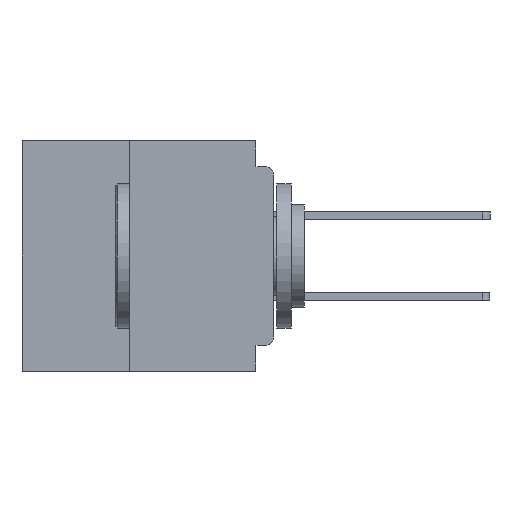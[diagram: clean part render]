
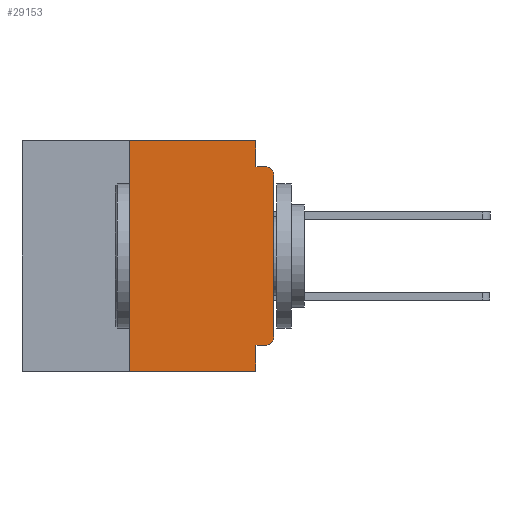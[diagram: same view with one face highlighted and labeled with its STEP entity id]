
A CAD part, left-side view. The second image highlights one B-rep face of the part: STEP entity #29153.
In plain terms, the highlighted planar face has unit normal (-1, 0, 0).
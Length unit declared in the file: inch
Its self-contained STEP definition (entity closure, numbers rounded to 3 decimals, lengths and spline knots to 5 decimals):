
#654 = CARTESIAN_POINT ( 'NONE',  ( 0., 0.437, 0. ) ) ;
#715 = CIRCLE ( 'NONE', #28601, 0.015 ) ;
#1358 = LINE ( 'NONE', #42758, #32129 ) ;
#2056 = VECTOR ( 'NONE', #10598, 39.37008 ) ;
#2151 = LINE ( 'NONE', #16881, #41854 ) ;
#2453 = DIRECTION ( 'NONE',  ( 0., -1., 0. ) ) ;
#2895 = EDGE_CURVE ( 'NONE', #25314, #7031, #36353, .T. ) ;
#3688 = CARTESIAN_POINT ( 'NONE',  ( 0., 0.031, 0. ) ) ;
#4429 = PLANE ( 'NONE',  #5780 ) ;
#4601 = DIRECTION ( 'NONE',  ( 0., 0., -1. ) ) ;
#5196 = LINE ( 'NONE', #3688, #43596 ) ;
#5308 = LINE ( 'NONE', #48400, #15562 ) ;
#5780 = AXIS2_PLACEMENT_3D ( 'NONE', #654, #27736, #4601 ) ;
#6277 = VECTOR ( 'NONE', #17816, 39.37008 ) ;
#7031 = VERTEX_POINT ( 'NONE', #42159 ) ;
#7032 = EDGE_LOOP ( 'NONE', ( #40453, #21381, #45222, #48181, #9951, #26294, #47686, #39394, #9337, #44717 ) ) ;
#7106 = CARTESIAN_POINT ( 'NONE',  ( 0., 0.031, -0.355 ) ) ;
#7249 = EDGE_CURVE ( 'NONE', #23401, #16686, #2151, .T. ) ;
#8417 = CARTESIAN_POINT ( 'NONE',  ( 0., 0.25, 0. ) ) ;
#8759 = LINE ( 'NONE', #21516, #29235 ) ;
#9176 = CARTESIAN_POINT ( 'NONE',  ( 0., 0.031, 0. ) ) ;
#9337 = ORIENTED_EDGE ( 'NONE', *, *, #44811, .F. ) ;
#9951 = ORIENTED_EDGE ( 'NONE', *, *, #31961, .F. ) ;
#10598 = DIRECTION ( 'NONE',  ( 0., 1., 0. ) ) ;
#11305 = CARTESIAN_POINT ( 'NONE',  ( 0., 0.031, -0.4 ) ) ;
#12372 = LINE ( 'NONE', #18357, #2056 ) ;
#13951 = VERTEX_POINT ( 'NONE', #22992 ) ;
#14984 = CARTESIAN_POINT ( 'NONE',  ( 0., 0.031, -0.4 ) ) ;
#15562 = VECTOR ( 'NONE', #2453, 39.37008 ) ;
#16528 = LINE ( 'NONE', #36861, #6277 ) ;
#16682 = EDGE_CURVE ( 'NONE', #44742, #33177, #1358, .T. ) ;
#16686 = VERTEX_POINT ( 'NONE', #8417 ) ;
#16881 = CARTESIAN_POINT ( 'NONE',  ( 0., 0.25, -0.4 ) ) ;
#17816 = DIRECTION ( 'NONE',  ( 0., -1., 0. ) ) ;
#18357 = CARTESIAN_POINT ( 'NONE',  ( 0., 0., -0.355 ) ) ;
#18697 = DIRECTION ( 'NONE',  ( -1., 0., 0. ) ) ;
#18943 = VECTOR ( 'NONE', #22639, 39.37008 ) ;
#20789 = DIRECTION ( 'NONE',  ( 0., 0., 1. ) ) ;
#21381 = ORIENTED_EDGE ( 'NONE', *, *, #25625, .T. ) ;
#21516 = CARTESIAN_POINT ( 'NONE',  ( 0., 0., 0. ) ) ;
#22472 = FACE_OUTER_BOUND ( 'NONE', #7032, .T. ) ;
#22639 = DIRECTION ( 'NONE',  ( 0., 0., -1. ) ) ;
#22992 = CARTESIAN_POINT ( 'NONE',  ( 0., 0., -0.06 ) ) ;
#23182 = DIRECTION ( 'NONE',  ( 0., 0., -1. ) ) ;
#23401 = VERTEX_POINT ( 'NONE', #34795 ) ;
#24928 = VERTEX_POINT ( 'NONE', #9176 ) ;
#25157 = DIRECTION ( 'NONE',  ( 0., 0., -1. ) ) ;
#25281 = VERTEX_POINT ( 'NONE', #11305 ) ;
#25314 = VERTEX_POINT ( 'NONE', #26820 ) ;
#25379 = DIRECTION ( 'NONE',  ( 0., 0., 1. ) ) ;
#25625 = EDGE_CURVE ( 'NONE', #13951, #33177, #715, .T. ) ;
#26294 = ORIENTED_EDGE ( 'NONE', *, *, #7249, .F. ) ;
#26820 = CARTESIAN_POINT ( 'NONE',  ( 0., 0.015, -0.355 ) ) ;
#27736 = DIRECTION ( 'NONE',  ( 1., 0., 0. ) ) ;
#27915 = EDGE_CURVE ( 'NONE', #23401, #25281, #16528, .T. ) ;
#28601 = AXIS2_PLACEMENT_3D ( 'NONE', #41567, #18697, #45367 ) ;
#29153 = ADVANCED_FACE ( 'NONE', ( #22472 ), #4429, .F. ) ;
#29235 = VECTOR ( 'NONE', #25379, 39.37008 ) ;
#31961 = EDGE_CURVE ( 'NONE', #16686, #24928, #5308, .T. ) ;
#32129 = VECTOR ( 'NONE', #35103, 39.37008 ) ;
#33177 = VERTEX_POINT ( 'NONE', #48638 ) ;
#33251 = CARTESIAN_POINT ( 'NONE',  ( 0., 0.031, -0.045 ) ) ;
#34795 = CARTESIAN_POINT ( 'NONE',  ( 0., 0.25, -0.4 ) ) ;
#35098 = VERTEX_POINT ( 'NONE', #7106 ) ;
#35103 = DIRECTION ( 'NONE',  ( 0., -1., 0. ) ) ;
#36353 = CIRCLE ( 'NONE', #41906, 0.015 ) ;
#36491 = EDGE_CURVE ( 'NONE', #24928, #44742, #5196, .T. ) ;
#36861 = CARTESIAN_POINT ( 'NONE',  ( 0., 0.437, -0.4 ) ) ;
#37223 = EDGE_CURVE ( 'NONE', #7031, #13951, #8759, .T. ) ;
#38092 = EDGE_CURVE ( 'NONE', #35098, #25281, #39241, .T. ) ;
#38501 = DIRECTION ( 'NONE',  ( -1., 0., 0. ) ) ;
#38653 = CARTESIAN_POINT ( 'NONE',  ( 0., 0.015, -0.34 ) ) ;
#39241 = LINE ( 'NONE', #14984, #18943 ) ;
#39394 = ORIENTED_EDGE ( 'NONE', *, *, #38092, .F. ) ;
#40453 = ORIENTED_EDGE ( 'NONE', *, *, #37223, .T. ) ;
#41567 = CARTESIAN_POINT ( 'NONE',  ( 0., 0.015, -0.06 ) ) ;
#41854 = VECTOR ( 'NONE', #20789, 39.37008 ) ;
#41906 = AXIS2_PLACEMENT_3D ( 'NONE', #38653, #38501, #25157 ) ;
#42159 = CARTESIAN_POINT ( 'NONE',  ( 0., 0., -0.34 ) ) ;
#42758 = CARTESIAN_POINT ( 'NONE',  ( 0., 0., -0.045 ) ) ;
#43596 = VECTOR ( 'NONE', #23182, 39.37008 ) ;
#44717 = ORIENTED_EDGE ( 'NONE', *, *, #2895, .T. ) ;
#44742 = VERTEX_POINT ( 'NONE', #33251 ) ;
#44811 = EDGE_CURVE ( 'NONE', #25314, #35098, #12372, .T. ) ;
#45222 = ORIENTED_EDGE ( 'NONE', *, *, #16682, .F. ) ;
#45367 = DIRECTION ( 'NONE',  ( 0., 0., -1. ) ) ;
#47686 = ORIENTED_EDGE ( 'NONE', *, *, #27915, .T. ) ;
#48181 = ORIENTED_EDGE ( 'NONE', *, *, #36491, .F. ) ;
#48400 = CARTESIAN_POINT ( 'NONE',  ( 0., 0.437, 0. ) ) ;
#48638 = CARTESIAN_POINT ( 'NONE',  ( 0., 0.015, -0.045 ) ) ;
